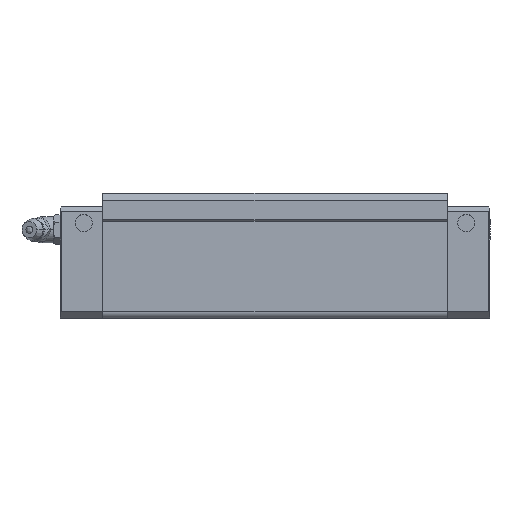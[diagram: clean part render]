
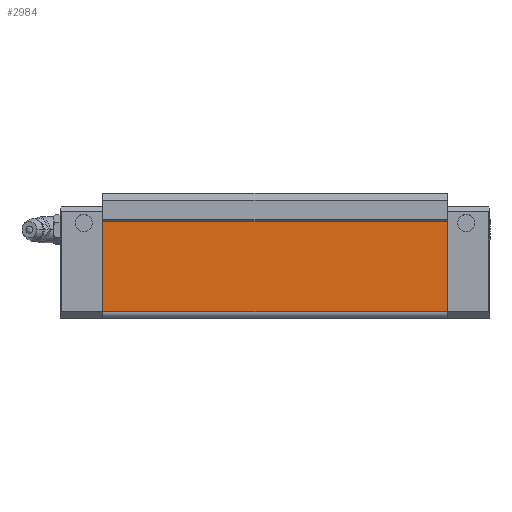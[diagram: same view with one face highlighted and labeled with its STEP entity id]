
A CAD part, top view. The second image highlights one B-rep face of the part: STEP entity #2984.
In plain terms, the highlighted planar face has unit normal (0, 0, 1).
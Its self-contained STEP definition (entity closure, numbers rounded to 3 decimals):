
#159 = VERTEX_POINT ( 'NONE', #2279 ) ;
#377 = CARTESIAN_POINT ( 'NONE',  ( 52.5, 29.5, 29.5 ) ) ;
#545 = ORIENTED_EDGE ( 'NONE', *, *, #1949, .T. ) ;
#629 = VECTOR ( 'NONE', #4457, 1000. ) ;
#664 = EDGE_CURVE ( 'NONE', #4885, #2572, #801, .T. ) ;
#735 = DIRECTION ( 'NONE',  ( 0., 0., -1. ) ) ;
#801 = LINE ( 'NONE', #2769, #2132 ) ;
#1006 = CARTESIAN_POINT ( 'NONE',  ( 52.5, 2., 29.5 ) ) ;
#1168 = DIRECTION ( 'NONE',  ( -1., 0., 0. ) ) ;
#1328 = ORIENTED_EDGE ( 'NONE', *, *, #664, .F. ) ;
#1338 = ORIENTED_EDGE ( 'NONE', *, *, #3142, .F. ) ;
#1371 = VECTOR ( 'NONE', #2630, 1000. ) ;
#1457 = CARTESIAN_POINT ( 'NONE',  ( -52.5, 29.5, 29.5 ) ) ;
#1949 = EDGE_CURVE ( 'NONE', #2288, #2572, #2072, .T. ) ;
#2039 = PLANE ( 'NONE',  #4350 ) ;
#2072 = LINE ( 'NONE', #3271, #3489 ) ;
#2132 = VECTOR ( 'NONE', #1168, 1000. ) ;
#2279 = CARTESIAN_POINT ( 'NONE',  ( 52.5, 29.5, 29.5 ) ) ;
#2288 = VERTEX_POINT ( 'NONE', #1457 ) ;
#2491 = DIRECTION ( 'NONE',  ( 0., -1., 0. ) ) ;
#2572 = VERTEX_POINT ( 'NONE', #2638 ) ;
#2630 = DIRECTION ( 'NONE',  ( 0., -1., 0. ) ) ;
#2638 = CARTESIAN_POINT ( 'NONE',  ( -52.5, 2., 29.5 ) ) ;
#2769 = CARTESIAN_POINT ( 'NONE',  ( 52.5, 2., 29.5 ) ) ;
#2853 = LINE ( 'NONE', #4079, #629 ) ;
#2984 = ADVANCED_FACE ( 'NONE', ( #3573 ), #2039, .F. ) ;
#2997 = LINE ( 'NONE', #1006, #1371 ) ;
#2999 = EDGE_LOOP ( 'NONE', ( #1328, #4856, #1338, #545 ) ) ;
#3120 = DIRECTION ( 'NONE',  ( -1., 0., 0. ) ) ;
#3142 = EDGE_CURVE ( 'NONE', #2288, #159, #2853, .T. ) ;
#3271 = CARTESIAN_POINT ( 'NONE',  ( -52.5, 2., 29.5 ) ) ;
#3489 = VECTOR ( 'NONE', #2491, 1000. ) ;
#3573 = FACE_OUTER_BOUND ( 'NONE', #2999, .T. ) ;
#4079 = CARTESIAN_POINT ( 'NONE',  ( 52.5, 29.5, 29.5 ) ) ;
#4289 = EDGE_CURVE ( 'NONE', #159, #4885, #2997, .T. ) ;
#4350 = AXIS2_PLACEMENT_3D ( 'NONE', #377, #735, #3120 ) ;
#4457 = DIRECTION ( 'NONE',  ( 1., 0., 0. ) ) ;
#4697 = CARTESIAN_POINT ( 'NONE',  ( 52.5, 2., 29.5 ) ) ;
#4856 = ORIENTED_EDGE ( 'NONE', *, *, #4289, .F. ) ;
#4885 = VERTEX_POINT ( 'NONE', #4697 ) ;
